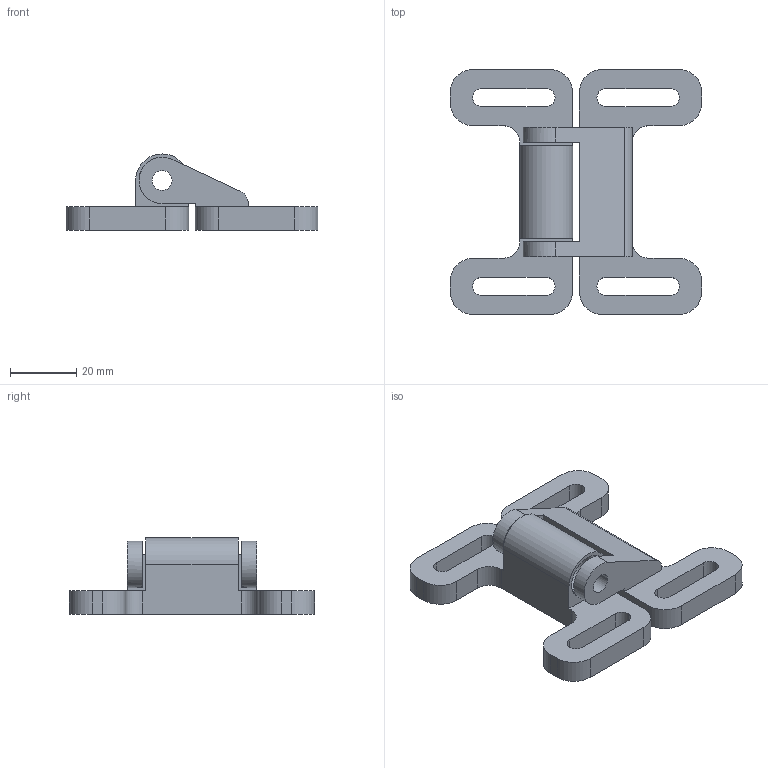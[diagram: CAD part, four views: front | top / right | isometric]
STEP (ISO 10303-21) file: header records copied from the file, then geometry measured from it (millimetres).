
FILE_DESCRIPTION((''),'2;1');
FILE_NAME('10AC7745.stp','2015-07-02T14:46:37',(''),(''),'Mechanical Desktop 2011','Mechanical Desktop 2011',', , ');
FILE_SCHEMA(('AUTOMOTIVE_DESIGN { 1 2 10303 214 1 1 1 1 }'));
Length unit declared in the file: inch
Products named in the file (22): Product; *U2; *U3; *U4; *U5; *U6; *U7; *U8; *U9; *U10; *U11; *U12; *U13; *U14; *U15; *U16; *U17; *U18; *U19; *U20; *U21; *U22
Bounding box: 76 x 74 x 23 mm (x, y, z)
Volume: 27430 mm3; surface area: 16869.5 mm2
Topology: 2 solids, 2 shells, 196 faces, 480 edges, 296 vertices
Faces by surface type: cylinder 93, plane 74, sphere 26, bspline 3
Entity records: 6434 total; most frequent: CARTESIAN_POINT 1478, DIRECTION 1031, ORIENTED_EDGE 960, EDGE_CURVE 480, AXIS2_PLACEMENT_3D 376, VERTEX_POINT 296, VECTOR 279, LINE 279
